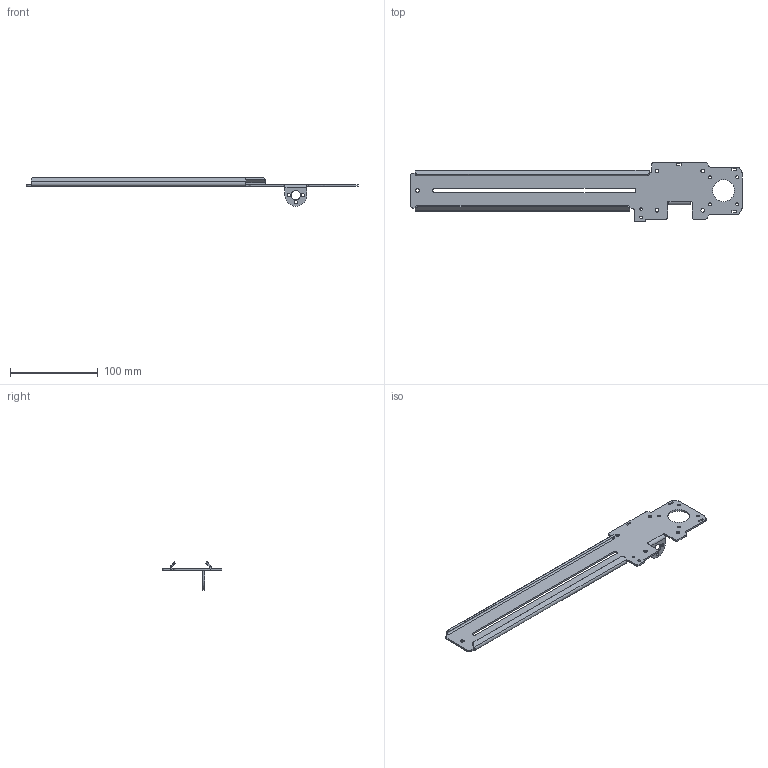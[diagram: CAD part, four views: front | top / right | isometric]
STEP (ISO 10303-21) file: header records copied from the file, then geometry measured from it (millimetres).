
FILE_DESCRIPTION (( 'STEP AP203' ), '1' );
FILE_NAME ('AXIS Gantry.STEP', '2019-12-18T20:36:00', ( '' ), ( '' ), 'SwSTEP 2.0', 'SolidWorks 2018', '' );
FILE_SCHEMA (( 'CONFIG_CONTROL_DESIGN' ));
Length unit declared in the file: millimetre
Products named in the file (1): AXIS Gantry
Bounding box: 379.16 x 68 x 32.4 mm (x, y, z)
Volume: 42996.5 mm3; surface area: 46562 mm2
Topology: 1 solids, 1 shells, 140 faces, 390 edges, 252 vertices
Faces by surface type: cylinder 80, plane 60
Entity records: 4679 total; most frequent: DIRECTION 832, CARTESIAN_POINT 783, ORIENTED_EDGE 780, EDGE_CURVE 390, AXIS2_PLACEMENT_3D 301, VERTEX_POINT 252, LINE 230, VECTOR 230
